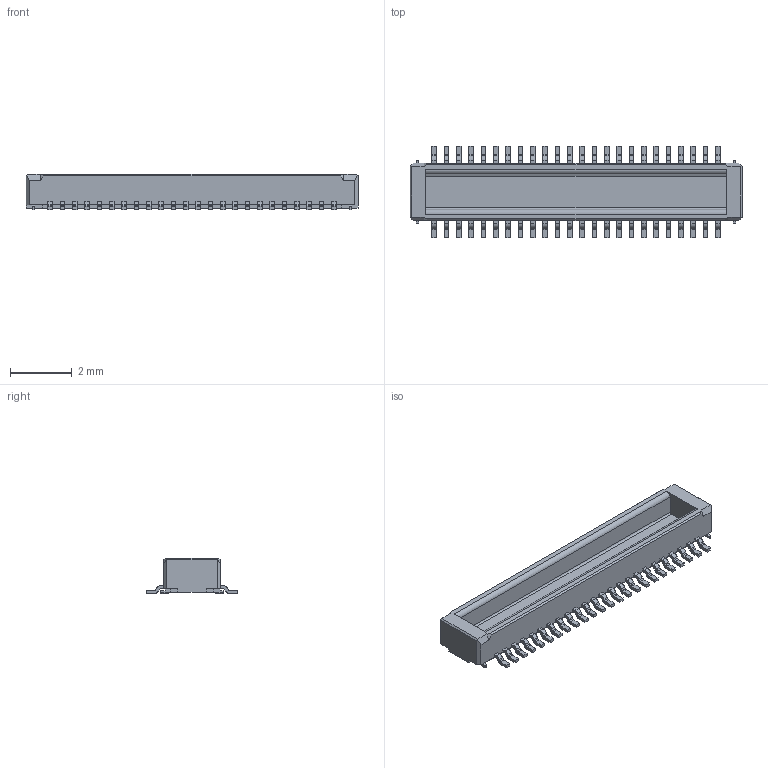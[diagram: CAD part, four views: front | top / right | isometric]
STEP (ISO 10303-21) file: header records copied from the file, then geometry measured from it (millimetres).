
FILE_DESCRIPTION(('Creo Elements/Direct Modeling STEP Export'),'2;1');
FILE_NAME('DF40GB-48DP-0.4V.stp','2015-07-07T 9:41:39',(''),(''),'Creo Elements/Direct Modeling STEP processor for AP214 (Solid Model)','Creo Elements/Direct Modeling 18.1E 22-Nov-2013 (C) Parametric Technology GmbH','');
FILE_SCHEMA(('AUTOMOTIVE_DESIGN { 1 0 10303 214 1 1 1 1 }'));
Length unit declared in the file: millimetre
Products named in the file (1): DF40GB-48DP-0.4V
Bounding box: 10.76 x 2.97 x 1.14 mm (x, y, z)
Volume: 12.8 mm3; surface area: 97.5 mm2
Topology: 1 solids, 1 shells, 659 faces, 1956 edges, 1304 vertices
Faces by surface type: plane 463, cylinder 196
Entity records: 22004 total; most frequent: CARTESIAN_POINT 3920, ORIENTED_EDGE 3912, DIRECTION 3668, EDGE_CURVE 1956, VECTOR 1564, LINE 1564, VERTEX_POINT 1304, AXIS2_PLACEMENT_3D 1052
